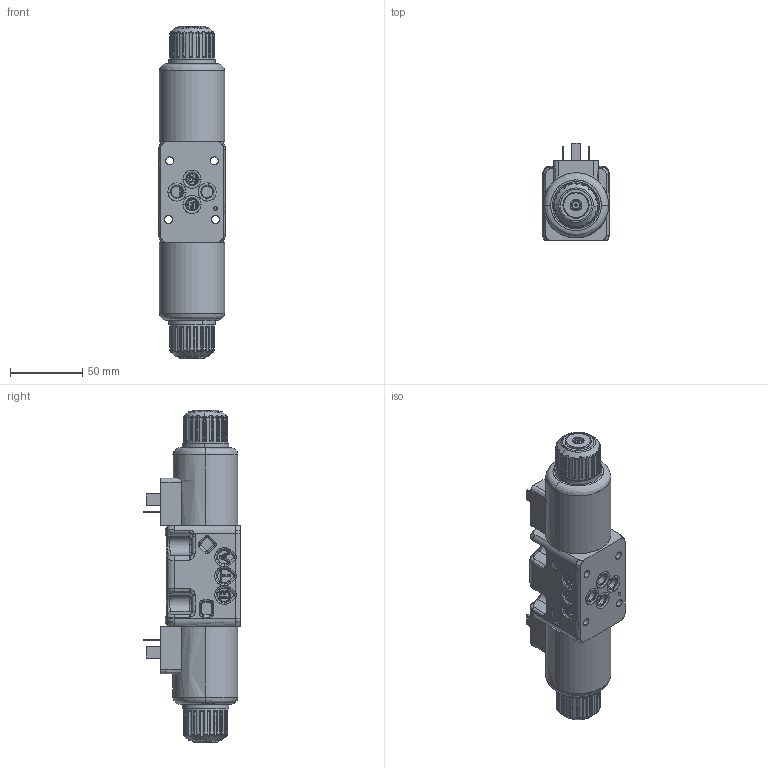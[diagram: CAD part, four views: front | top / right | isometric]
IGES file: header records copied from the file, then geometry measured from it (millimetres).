
Start section: SolidWorks IGES file using analytic representation for surfaces
Global section: file name: AD3E--CL1N3.igs; native system: SolidWorks 2012; preprocessor: SolidWorks 2012; author: serviziopdm; date: 140415.140403; units: millimetre
Bounding box: 46 x 67.43 x 229.5 mm (x, y, z)
Surface area: 53036.7 mm2 (no closed solid volume)
Topology: 0 solids, 0 shells, 1097 faces, 16872 edges, 16843 vertices
Faces by surface type: bspline 652, revolution 445
